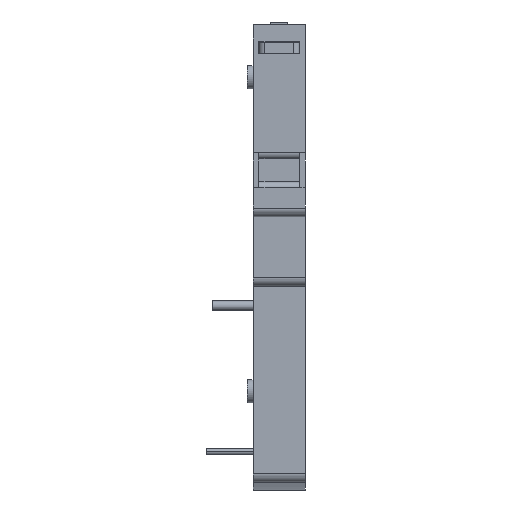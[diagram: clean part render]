
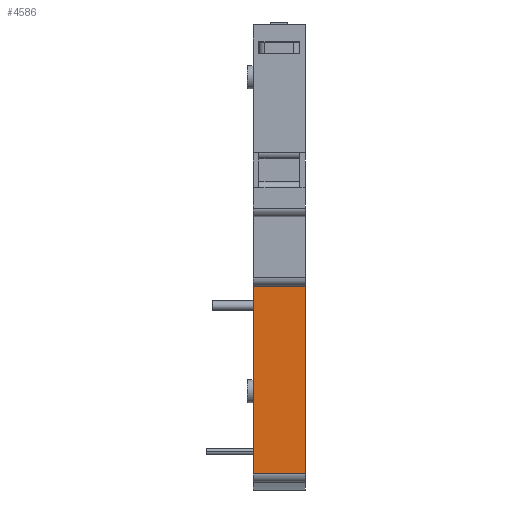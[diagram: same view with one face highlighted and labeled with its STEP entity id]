
A CAD part, front view. The second image highlights one B-rep face of the part: STEP entity #4586.
In plain terms, the highlighted planar face has unit normal (0, -1, 0).
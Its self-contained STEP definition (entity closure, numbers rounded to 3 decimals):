
#298 = CARTESIAN_POINT ( 'NONE',  ( 4.5, -22.5, -44.178 ) ) ;
#307 = ORIENTED_EDGE ( 'NONE', *, *, #2992, .T. ) ;
#565 = EDGE_LOOP ( 'NONE', ( #631, #307, #3132, #6860 ) ) ;
#631 = ORIENTED_EDGE ( 'NONE', *, *, #3638, .T. ) ;
#1515 = EDGE_CURVE ( 'NONE', #3435, #6498, #5810, .T. ) ;
#1564 = LINE ( 'NONE', #6200, #2584 ) ;
#1707 = VECTOR ( 'NONE', #5215, 1000. ) ;
#1832 = CARTESIAN_POINT ( 'NONE',  ( -4.5, -22.5, -44.178 ) ) ;
#2010 = LINE ( 'NONE', #1832, #4438 ) ;
#2584 = VECTOR ( 'NONE', #6768, 1000. ) ;
#2749 = CARTESIAN_POINT ( 'NONE',  ( -4.5, -22.5, -11.995 ) ) ;
#2859 = AXIS2_PLACEMENT_3D ( 'NONE', #2749, #6455, #3291 ) ;
#2992 = EDGE_CURVE ( 'NONE', #6791, #5580, #2010, .T. ) ;
#3045 = CARTESIAN_POINT ( 'NONE',  ( -4.5, -22.5, -44.178 ) ) ;
#3078 = LINE ( 'NONE', #6483, #3530 ) ;
#3132 = ORIENTED_EDGE ( 'NONE', *, *, #5839, .F. ) ;
#3291 = DIRECTION ( 'NONE',  ( 0., 0., -1. ) ) ;
#3321 = DIRECTION ( 'NONE',  ( 0., 0., -1. ) ) ;
#3435 = VERTEX_POINT ( 'NONE', #3847 ) ;
#3530 = VECTOR ( 'NONE', #3321, 1000. ) ;
#3638 = EDGE_CURVE ( 'NONE', #3435, #6791, #1564, .T. ) ;
#3724 = FACE_OUTER_BOUND ( 'NONE', #565, .T. ) ;
#3847 = CARTESIAN_POINT ( 'NONE',  ( -4.5, -22.5, -11.995 ) ) ;
#4321 = PLANE ( 'NONE',  #2859 ) ;
#4414 = CARTESIAN_POINT ( 'NONE',  ( 4.5, -22.5, -11.995 ) ) ;
#4438 = VECTOR ( 'NONE', #6653, 1000. ) ;
#4586 = ADVANCED_FACE ( 'NONE', ( #3724 ), #4321, .T. ) ;
#5187 = CARTESIAN_POINT ( 'NONE',  ( -4.5, -22.5, -11.995 ) ) ;
#5215 = DIRECTION ( 'NONE',  ( 1., 0., 0. ) ) ;
#5580 = VERTEX_POINT ( 'NONE', #298 ) ;
#5810 = LINE ( 'NONE', #5187, #1707 ) ;
#5839 = EDGE_CURVE ( 'NONE', #6498, #5580, #3078, .T. ) ;
#6200 = CARTESIAN_POINT ( 'NONE',  ( -4.5, -22.5, -11.995 ) ) ;
#6455 = DIRECTION ( 'NONE',  ( 0., -1., 0. ) ) ;
#6483 = CARTESIAN_POINT ( 'NONE',  ( 4.5, -22.5, -11.995 ) ) ;
#6498 = VERTEX_POINT ( 'NONE', #4414 ) ;
#6653 = DIRECTION ( 'NONE',  ( 1., 0., 0. ) ) ;
#6768 = DIRECTION ( 'NONE',  ( 0., 0., -1. ) ) ;
#6791 = VERTEX_POINT ( 'NONE', #3045 ) ;
#6860 = ORIENTED_EDGE ( 'NONE', *, *, #1515, .F. ) ;
